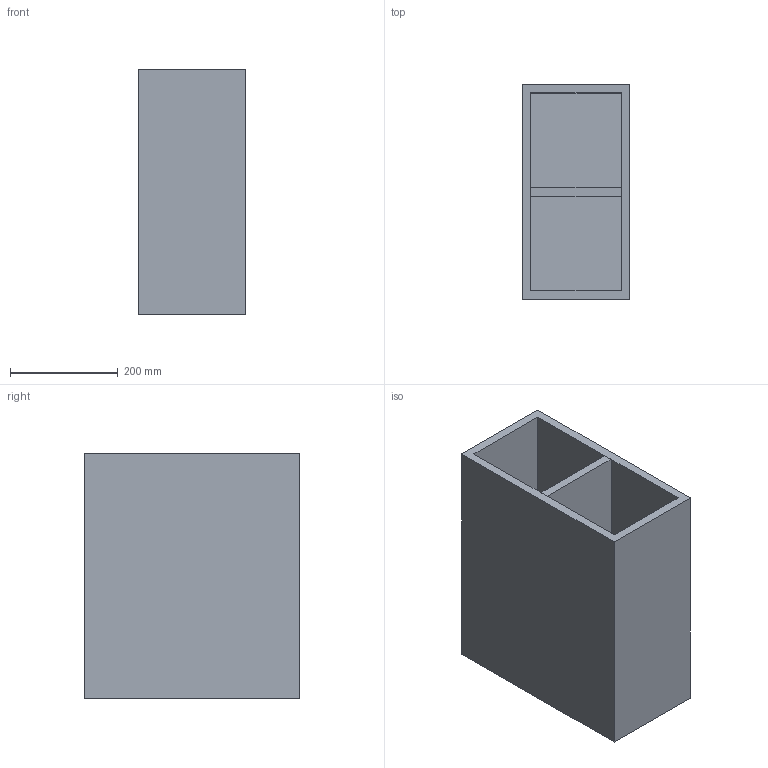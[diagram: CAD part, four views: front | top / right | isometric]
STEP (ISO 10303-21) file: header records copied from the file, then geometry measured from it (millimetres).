
FILE_DESCRIPTION (( 'STEP AP214' ), '1' );
FILE_NAME ('UNI020S_STEP_V10424.STEP', '2024-04-04T13:24:04', ( '' ), ( '' ), 'SwSTEP 2.0', 'SolidWorks 2019', '' );
FILE_SCHEMA (( 'AUTOMOTIVE_DESIGN' ));
Length unit declared in the file: millimetre
Products named in the file (2): UNI020S_STEP_V10424; Furniture Spacer_v20224
Assembly tree (1 placements, depth 2):
  UNI020S_STEP_V10424
    Furniture Spacer_v20224
Bounding box: 200 x 400 x 455 mm (x, y, z)
Volume: 10490242.3 mm3; surface area: 1393483.3 mm2
Topology: 4 solids, 4 shells, 52 faces, 108 edges, 72 vertices
Faces by surface type: plane 36, cylinder 16
Entity records: 1481 total; most frequent: DIRECTION 252, CARTESIAN_POINT 236, ORIENTED_EDGE 216, EDGE_CURVE 108, AXIS2_PLACEMENT_3D 88, LINE 76, VECTOR 76, VERTEX_POINT 72
